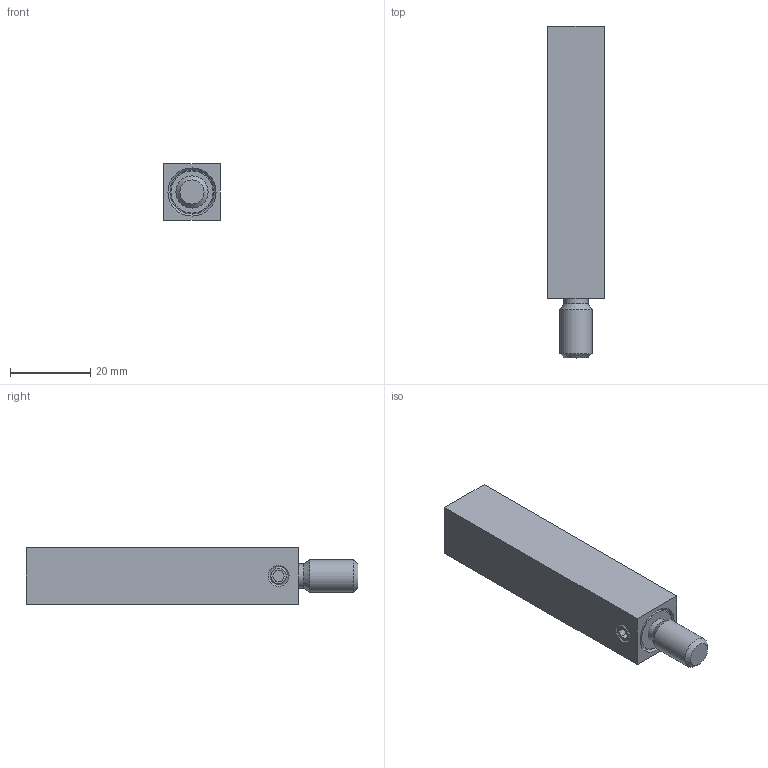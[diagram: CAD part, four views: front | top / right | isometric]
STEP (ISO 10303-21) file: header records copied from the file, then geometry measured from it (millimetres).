
FILE_DESCRIPTION (( 'STEP AP203' ), '1' );
FILE_NAME ('60221-240-V.STEP', '2020-03-16T09:29:49', ( '' ), ( '' ), 'SwSTEP 2.0', 'SolidWorks 2015', '' );
FILE_SCHEMA (( 'CONFIG_CONTROL_DESIGN' ));
Length unit declared in the file: millimetre
Products named in the file (8): 60221-240-V Teil1; 60221-240-V; DIN914; 60221-240-V Teil2; 60221-240-V Teil2_60221-240-V Teil2; DIN914_DIN 914 M5x4; 60221-240-V Teil1_60221-240- Teil1
Assembly tree (4 placements, depth 2):
  60221-240-V Teil1
  60221-240-V
    60221-240-V Teil1_60221-240- Teil1
    60221-240-V Teil2_60221-240-V Teil2
    DIN914_DIN 914 M5x4
  60221-240-V Teil2
  60221-240-V
    DIN914
Bounding box: 14 x 82.8 x 14 mm (x, y, z)
Volume: 13313.6 mm3; surface area: 5910.2 mm2
Topology: 3 solids, 22 shells, 297 faces, 713 edges, 473 vertices
Faces by surface type: plane 135, bspline 93, cone 59, cylinder 10
Full cylindrical faces by diameter (mm): 4.2 x1, 5 x2, 6 x1, 7 x2, 7.1 x1, 8 x1, 10.5 x1, 11 x1
Entity records: 14173 total; most frequent: CARTESIAN_POINT 7813, ORIENTED_EDGE 1366, DIRECTION 712, EDGE_CURVE 683, VERTEX_POINT 465, B_SPLINE_CURVE_WITH_KNOTS 390, EDGE_LOOP 334, FACE_OUTER_BOUND 288
